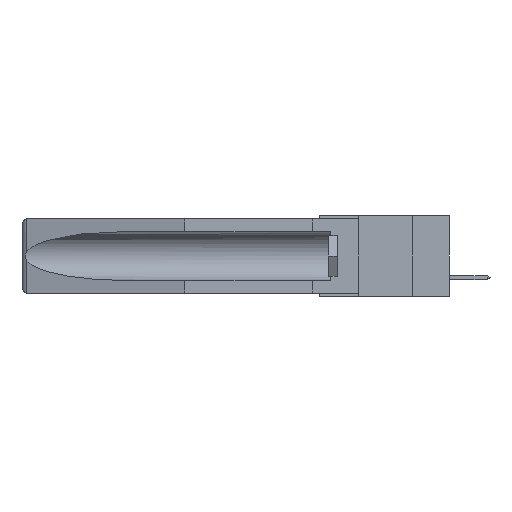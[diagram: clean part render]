
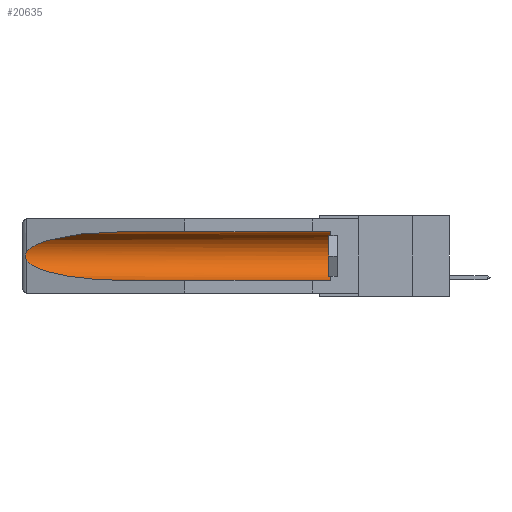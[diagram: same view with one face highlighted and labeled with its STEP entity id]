
A CAD part, left-side view. The second image highlights one B-rep face of the part: STEP entity #20635.
In plain terms, the highlighted cylindrical face has radius 2.857 mm (diameter 5.715 mm), a partial arc.
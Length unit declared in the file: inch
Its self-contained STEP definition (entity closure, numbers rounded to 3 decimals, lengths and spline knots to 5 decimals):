
#29 = CARTESIAN_POINT ( 'NONE',  ( 0.26537, 1.52718, -0.14972 ) ) ;
#1461 = CIRCLE ( 'NONE', #8531, 0.1125 ) ;
#1791 = ORIENTED_EDGE ( 'NONE', *, *, #18256, .T. ) ;
#2364 = VECTOR ( 'NONE', #16856, 39.37008 ) ;
#2421 = CARTESIAN_POINT ( 'NONE',  ( 0.26537, 1.52718, -0.19328 ) ) ;
#2741 =( BOUNDED_CURVE ( )  B_SPLINE_CURVE ( 3, ( #4652, #16695, #3110, #16624 ),
 .UNSPECIFIED., .F., .F. ) 
 B_SPLINE_CURVE_WITH_KNOTS ( ( 4, 4 ),
 ( 4.71239, 6.08839 ),
 .UNSPECIFIED. ) 
 CURVE ( )  GEOMETRIC_REPRESENTATION_ITEM ( )  RATIONAL_B_SPLINE_CURVE ( ( 1., 0.848, 0.848, 1. ) ) 
 REPRESENTATION_ITEM ( '' )  );
#3110 = CARTESIAN_POINT ( 'NONE',  ( 0.25451, 1.48313, -0.09465 ) ) ;
#3651 = CARTESIAN_POINT ( 'NONE',  ( 0.2673, 1.53269, -0.17917 ) ) ;
#3799 = EDGE_LOOP ( 'NONE', ( #1791, #16664, #19811, #21849, #17304, #18366 ) ) ;
#4080 = B_SPLINE_CURVE_WITH_KNOTS ( 'NONE', 3,
 ( #7034, #15611, #11969, #12126, #20795, #13637, #3651, #20575, #6959, #10300 ),
 .UNSPECIFIED., .F., .F.,
 ( 4, 2, 2, 2, 4 ),
 ( 0., 0.00029, 0.00058, 0.00087, 0.00117 ),
 .UNSPECIFIED. ) ;
#4208 = VERTEX_POINT ( 'NONE', #9428 ) ;
#4652 = CARTESIAN_POINT ( 'NONE',  ( 0.155, 1.07973, -0.059 ) ) ;
#5283 = VERTEX_POINT ( 'NONE', #29 ) ;
#5549 = CARTESIAN_POINT ( 'NONE',  ( 0.155, 1.07973, -0.059 ) ) ;
#6052 = DIRECTION ( 'NONE',  ( 0., 1., 0. ) ) ;
#6349 = DIRECTION ( 'NONE',  ( 0., 0., 1. ) ) ;
#6584 = EDGE_CURVE ( 'NONE', #15272, #4208, #15111, .T. ) ;
#6959 = CARTESIAN_POINT ( 'NONE',  ( 0.26597, 1.5296, -0.19026 ) ) ;
#7034 = CARTESIAN_POINT ( 'NONE',  ( 0.26537, 1.52718, -0.14972 ) ) ;
#7152 = DIRECTION ( 'NONE',  ( 0., 1., 0. ) ) ;
#7334 = CARTESIAN_POINT ( 'NONE',  ( 0.155, 1.07973, -0.284 ) ) ;
#7873 = EDGE_CURVE ( 'NONE', #18721, #12263, #1461, .T. ) ;
#8531 = AXIS2_PLACEMENT_3D ( 'NONE', #18303, #13178, #6349 ) ;
#9177 = CARTESIAN_POINT ( 'NONE',  ( 0.155, -0.30754, -0.1715 ) ) ;
#9428 = CARTESIAN_POINT ( 'NONE',  ( 0.155, 1.07973, -0.284 ) ) ;
#9617 = EDGE_CURVE ( 'NONE', #12263, #15128, #20226, .T. ) ;
#10300 = CARTESIAN_POINT ( 'NONE',  ( 0.26537, 1.52718, -0.19328 ) ) ;
#10692 = CARTESIAN_POINT ( 'NONE',  ( 0.21114, 1.30732, -0.284 ) ) ;
#11390 = CARTESIAN_POINT ( 'NONE',  ( 0.155, 0.126, -0.284 ) ) ;
#11417 = AXIS2_PLACEMENT_3D ( 'NONE', #9177, #6052, #18070 ) ;
#11961 = FACE_OUTER_BOUND ( 'NONE', #3799, .T. ) ;
#11969 = CARTESIAN_POINT ( 'NONE',  ( 0.26654, 1.53092, -0.15636 ) ) ;
#12126 = CARTESIAN_POINT ( 'NONE',  ( 0.2673, 1.5327, -0.16383 ) ) ;
#12263 = VERTEX_POINT ( 'NONE', #19294 ) ;
#12321 = CARTESIAN_POINT ( 'NONE',  ( 0.155, -0.30754, -0.059 ) ) ;
#13178 = DIRECTION ( 'NONE',  ( 0., -1., 0. ) ) ;
#13393 = CARTESIAN_POINT ( 'NONE',  ( 0.155, -0.30754, -0.284 ) ) ;
#13637 = CARTESIAN_POINT ( 'NONE',  ( 0.2675, 1.53308, -0.17534 ) ) ;
#15111 =( BOUNDED_CURVE ( )  B_SPLINE_CURVE ( 3, ( #15904, #21333, #10692, #7334 ),
 .UNSPECIFIED., .F., .F. ) 
 B_SPLINE_CURVE_WITH_KNOTS ( ( 4, 4 ),
 ( 0.1948, 1.5708 ),
 .UNSPECIFIED. ) 
 CURVE ( )  GEOMETRIC_REPRESENTATION_ITEM ( )  RATIONAL_B_SPLINE_CURVE ( ( 1., 0.848, 0.848, 1. ) ) 
 REPRESENTATION_ITEM ( '' )  );
#15128 = VERTEX_POINT ( 'NONE', #5549 ) ;
#15272 = VERTEX_POINT ( 'NONE', #2421 ) ;
#15611 = CARTESIAN_POINT ( 'NONE',  ( 0.26597, 1.52961, -0.15275 ) ) ;
#15904 = CARTESIAN_POINT ( 'NONE',  ( 0.26537, 1.52718, -0.19328 ) ) ;
#16569 = EDGE_CURVE ( 'NONE', #5283, #15272, #4080, .T. ) ;
#16572 = LINE ( 'NONE', #13393, #2364 ) ;
#16624 = CARTESIAN_POINT ( 'NONE',  ( 0.26537, 1.52718, -0.14972 ) ) ;
#16664 = ORIENTED_EDGE ( 'NONE', *, *, #16569, .T. ) ;
#16695 = CARTESIAN_POINT ( 'NONE',  ( 0.21114, 1.30732, -0.059 ) ) ;
#16856 = DIRECTION ( 'NONE',  ( 0., 1., 0. ) ) ;
#17304 = ORIENTED_EDGE ( 'NONE', *, *, #7873, .T. ) ;
#18070 = DIRECTION ( 'NONE',  ( 0., 0., 1. ) ) ;
#18256 = EDGE_CURVE ( 'NONE', #15128, #5283, #2741, .T. ) ;
#18303 = CARTESIAN_POINT ( 'NONE',  ( 0.155, 0.126, -0.1715 ) ) ;
#18366 = ORIENTED_EDGE ( 'NONE', *, *, #9617, .T. ) ;
#18711 = CYLINDRICAL_SURFACE ( 'NONE', #11417, 0.1125 ) ;
#18721 = VERTEX_POINT ( 'NONE', #11390 ) ;
#19294 = CARTESIAN_POINT ( 'NONE',  ( 0.155, 0.126, -0.059 ) ) ;
#19811 = ORIENTED_EDGE ( 'NONE', *, *, #6584, .T. ) ;
#20226 = LINE ( 'NONE', #12321, #21582 ) ;
#20359 = EDGE_CURVE ( 'NONE', #18721, #4208, #16572, .T. ) ;
#20575 = CARTESIAN_POINT ( 'NONE',  ( 0.26655, 1.53094, -0.18657 ) ) ;
#20635 = ADVANCED_FACE ( 'NONE', ( #11961 ), #18711, .F. ) ;
#20795 = CARTESIAN_POINT ( 'NONE',  ( 0.2675, 1.53308, -0.16763 ) ) ;
#21333 = CARTESIAN_POINT ( 'NONE',  ( 0.25451, 1.48313, -0.24835 ) ) ;
#21582 = VECTOR ( 'NONE', #7152, 39.37008 ) ;
#21849 = ORIENTED_EDGE ( 'NONE', *, *, #20359, .F. ) ;
